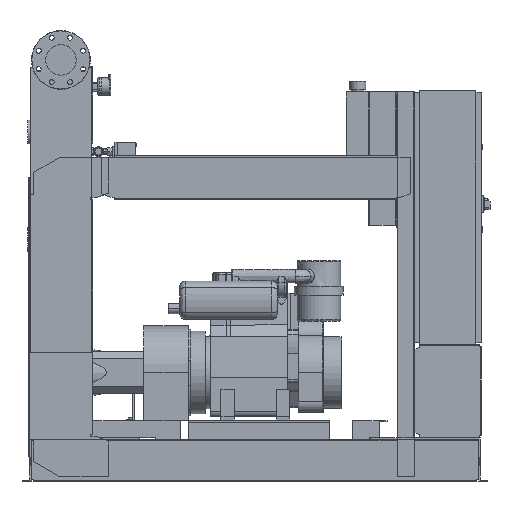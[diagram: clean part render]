
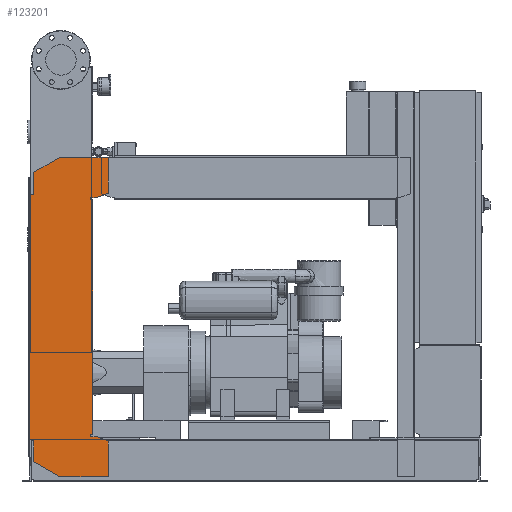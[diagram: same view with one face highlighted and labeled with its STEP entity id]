
A CAD part, front view. The second image highlights one B-rep face of the part: STEP entity #123201.
In plain terms, the highlighted free-form (B-spline) face has degree [1, 1] with [2, 2] control points.
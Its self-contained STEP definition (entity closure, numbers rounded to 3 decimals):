
#122686=CARTESIAN_POINT('',(-102.0,-463.5,1076.0));
#122687=VERTEX_POINT('',#122686);
#122694=CARTESIAN_POINT('',(-102.0,-463.5,1158.574));
#122695=VERTEX_POINT('',#122694);
#122696=CARTESIAN_POINT('',(-102.0,-463.5,1076.0));
#122697=DIRECTION('',(0.0,0.0,1.0));
#122698=VECTOR('',#122697,82.574);
#122699=LINE('',#122696,#122698);
#122700=EDGE_CURVE('',#122687,#122695,#122699,.T.);
#122718=CARTESIAN_POINT('',(-6.,-463.5,1214.0));
#122719=VERTEX_POINT('',#122718);
#122720=CARTESIAN_POINT('',(-102.0,-463.5,1158.574));
#122721=DIRECTION('',(0.866,0.0,0.5));
#122722=VECTOR('',#122721,110.851);
#122723=LINE('',#122720,#122722);
#122724=EDGE_CURVE('',#122695,#122719,#122723,.T.);
#122742=CARTESIAN_POINT('',(177.0,-463.5,1214.0));
#122743=VERTEX_POINT('',#122742);
#122744=CARTESIAN_POINT('',(-6.,-463.5,1214.0));
#122745=DIRECTION('',(1.0,0.0,0.0));
#122746=VECTOR('',#122745,183.0);
#122747=LINE('',#122744,#122746);
#122748=EDGE_CURVE('',#122719,#122743,#122747,.T.);
#122766=CARTESIAN_POINT('',(177.0,-463.5,1080.379));
#122767=VERTEX_POINT('',#122766);
#122768=CARTESIAN_POINT('',(177.0,-463.5,1214.0));
#122769=DIRECTION('',(0.0,0.0,-1.0));
#122770=VECTOR('',#122769,133.621);
#122771=LINE('',#122768,#122770);
#122772=EDGE_CURVE('',#122743,#122767,#122771,.T.);
#122790=CARTESIAN_POINT('',(132.,-463.5,1064.0));
#122791=VERTEX_POINT('',#122790);
#122792=CARTESIAN_POINT('',(177.0,-463.5,1080.379));
#122793=DIRECTION('',(-0.94,0.0,-0.342));
#122794=VECTOR('',#122793,47.888);
#122795=LINE('',#122792,#122794);
#122796=EDGE_CURVE('',#122767,#122791,#122795,.T.);
#122814=CARTESIAN_POINT('',(112.0,-463.5,1064.0));
#122815=VERTEX_POINT('',#122814);
#122816=CARTESIAN_POINT('',(132.,-463.5,1064.0));
#122817=DIRECTION('',(-1.0,0.0,0.0));
#122818=VECTOR('',#122817,20.);
#122819=LINE('',#122816,#122818);
#122820=EDGE_CURVE('',#122791,#122815,#122819,.T.);
#122838=CARTESIAN_POINT('',(112.0,-463.5,1056.0));
#122839=VERTEX_POINT('',#122838);
#122840=CARTESIAN_POINT('',(112.0,-463.5,1064.0));
#122841=DIRECTION('',(0.0,0.0,-1.0));
#122842=VECTOR('',#122841,8.0);
#122843=LINE('',#122840,#122842);
#122844=EDGE_CURVE('',#122815,#122839,#122843,.T.);
#122862=CARTESIAN_POINT('',(120.,-463.5,1056.0));
#122863=VERTEX_POINT('',#122862);
#122864=CARTESIAN_POINT('',(112.0,-463.5,1056.0));
#122865=DIRECTION('',(1.0,0.0,0.0));
#122866=VECTOR('',#122865,8.);
#122867=LINE('',#122864,#122866);
#122868=EDGE_CURVE('',#122839,#122863,#122867,.T.);
#122886=CARTESIAN_POINT('',(120.,-463.5,176.));
#122887=VERTEX_POINT('',#122886);
#122898=CARTESIAN_POINT('',(120.,-463.5,1056.0));
#122899=DIRECTION('',(0.0,0.0,-1.0));
#122900=VECTOR('',#122899,880.);
#122901=LINE('',#122898,#122900);
#122902=EDGE_CURVE('',#122863,#122887,#122901,.T.);
#122916=CARTESIAN_POINT('',(112.,-463.5,176.));
#122917=VERTEX_POINT('',#122916);
#122918=CARTESIAN_POINT('',(120.,-463.5,176.));
#122919=DIRECTION('',(-1.0,0.0,0.0));
#122920=VECTOR('',#122919,8.);
#122921=LINE('',#122918,#122920);
#122922=EDGE_CURVE('',#122887,#122917,#122921,.T.);
#122940=CARTESIAN_POINT('',(112.,-463.5,168.));
#122941=VERTEX_POINT('',#122940);
#122942=CARTESIAN_POINT('',(112.,-463.5,176.));
#122943=DIRECTION('',(0.0,0.0,-1.0));
#122944=VECTOR('',#122943,8.0);
#122945=LINE('',#122942,#122944);
#122946=EDGE_CURVE('',#122917,#122941,#122945,.T.);
#122964=CARTESIAN_POINT('',(132.,-463.5,168.));
#122965=VERTEX_POINT('',#122964);
#122966=CARTESIAN_POINT('',(112.,-463.5,168.));
#122967=DIRECTION('',(1.0,0.0,0.0));
#122968=VECTOR('',#122967,20.0);
#122969=LINE('',#122966,#122968);
#122970=EDGE_CURVE('',#122941,#122965,#122969,.T.);
#122988=CARTESIAN_POINT('',(177.,-463.5,151.621));
#122989=VERTEX_POINT('',#122988);
#122990=CARTESIAN_POINT('',(132.,-463.5,168.));
#122991=DIRECTION('',(0.94,0.0,-0.342));
#122992=VECTOR('',#122991,47.888);
#122993=LINE('',#122990,#122992);
#122994=EDGE_CURVE('',#122965,#122989,#122993,.T.);
#123012=CARTESIAN_POINT('',(177.,-463.5,18.0));
#123013=VERTEX_POINT('',#123012);
#123014=CARTESIAN_POINT('',(177.,-463.5,151.621));
#123015=DIRECTION('',(0.0,0.0,-1.0));
#123016=VECTOR('',#123015,133.621);
#123017=LINE('',#123014,#123016);
#123018=EDGE_CURVE('',#122989,#123013,#123017,.T.);
#123036=CARTESIAN_POINT('',(-4.,-463.5,18.0));
#123037=VERTEX_POINT('',#123036);
#123038=CARTESIAN_POINT('',(177.,-463.5,18.0));
#123039=DIRECTION('',(-1.0,0.0,0.0));
#123040=VECTOR('',#123039,181.);
#123041=LINE('',#123038,#123040);
#123042=EDGE_CURVE('',#123013,#123037,#123041,.T.);
#123060=CARTESIAN_POINT('',(-102.,-463.5,74.58));
#123061=VERTEX_POINT('',#123060);
#123062=CARTESIAN_POINT('',(-4.,-463.5,18.0));
#123063=DIRECTION('',(-0.866,0.,0.5));
#123064=VECTOR('',#123063,113.161);
#123065=LINE('',#123062,#123064);
#123066=EDGE_CURVE('',#123037,#123061,#123065,.T.);
#123084=CARTESIAN_POINT('',(-102.,-463.5,156.0));
#123085=VERTEX_POINT('',#123084);
#123086=CARTESIAN_POINT('',(-102.,-463.5,74.58));
#123087=DIRECTION('',(0.0,0.0,1.0));
#123088=VECTOR('',#123087,81.42);
#123089=LINE('',#123086,#123088);
#123090=EDGE_CURVE('',#123061,#123085,#123089,.T.);
#123108=CARTESIAN_POINT('',(-122.,-463.5,156.0));
#123109=VERTEX_POINT('',#123108);
#123110=CARTESIAN_POINT('',(-102.,-463.5,156.0));
#123111=DIRECTION('',(-1.0,0.0,0.0));
#123112=VECTOR('',#123111,20.0);
#123113=LINE('',#123110,#123112);
#123114=EDGE_CURVE('',#123085,#123109,#123113,.T.);
#123132=CARTESIAN_POINT('',(-122.0,-463.5,1076.0));
#123133=VERTEX_POINT('',#123132);
#123146=CARTESIAN_POINT('',(-122.,-463.5,156.0));
#123147=DIRECTION('',(0.0,0.0,1.0));
#123148=VECTOR('',#123147,920.0);
#123149=LINE('',#123146,#123148);
#123150=EDGE_CURVE('',#123109,#123133,#123149,.T.);
#123164=CARTESIAN_POINT('',(-122.0,-463.5,1076.0));
#123165=DIRECTION('',(1.0,0.0,0.0));
#123166=VECTOR('',#123165,20.0);
#123167=LINE('',#123164,#123166);
#123168=EDGE_CURVE('',#123133,#122687,#123167,.T.);
#123174=CARTESIAN_POINT('',(-122.,-463.5,18.0));
#123175=CARTESIAN_POINT('',(177.0,-463.5,18.0));
#123176=CARTESIAN_POINT('',(-122.,-463.5,1214.0));
#123177=CARTESIAN_POINT('',(177.0,-463.5,1214.0));
#123178=B_SPLINE_SURFACE_WITH_KNOTS('',1,1,((#123174,#123176),(#123175,#123177)),.UNSPECIFIED.,.F.,.F.,.U.,(2,2),(2,2),(0.0,299.),(0.0,1196.0),.UNSPECIFIED.);
#123179=ORIENTED_EDGE('',*,*,#123168,.F.);
#123180=ORIENTED_EDGE('',*,*,#123150,.F.);
#123181=ORIENTED_EDGE('',*,*,#123114,.F.);
#123182=ORIENTED_EDGE('',*,*,#123090,.F.);
#123183=ORIENTED_EDGE('',*,*,#123066,.F.);
#123184=ORIENTED_EDGE('',*,*,#123042,.F.);
#123185=ORIENTED_EDGE('',*,*,#123018,.F.);
#123186=ORIENTED_EDGE('',*,*,#122994,.F.);
#123187=ORIENTED_EDGE('',*,*,#122970,.F.);
#123188=ORIENTED_EDGE('',*,*,#122946,.F.);
#123189=ORIENTED_EDGE('',*,*,#122922,.F.);
#123190=ORIENTED_EDGE('',*,*,#122902,.F.);
#123191=ORIENTED_EDGE('',*,*,#122868,.F.);
#123192=ORIENTED_EDGE('',*,*,#122844,.F.);
#123193=ORIENTED_EDGE('',*,*,#122820,.F.);
#123194=ORIENTED_EDGE('',*,*,#122796,.F.);
#123195=ORIENTED_EDGE('',*,*,#122772,.F.);
#123196=ORIENTED_EDGE('',*,*,#122748,.F.);
#123197=ORIENTED_EDGE('',*,*,#122724,.F.);
#123198=ORIENTED_EDGE('',*,*,#122700,.F.);
#123199=EDGE_LOOP('',(#123179,#123180,#123181,#123182,#123183,#123184,#123185,#123186,#123187,#123188,#123189,#123190,#123191,#123192,#123193,#123194,#123195,#123196,#123197,#123198));
#123200=FACE_OUTER_BOUND('',#123199,.T.);
#123201=ADVANCED_FACE('',(#123200),#123178,.T.);
